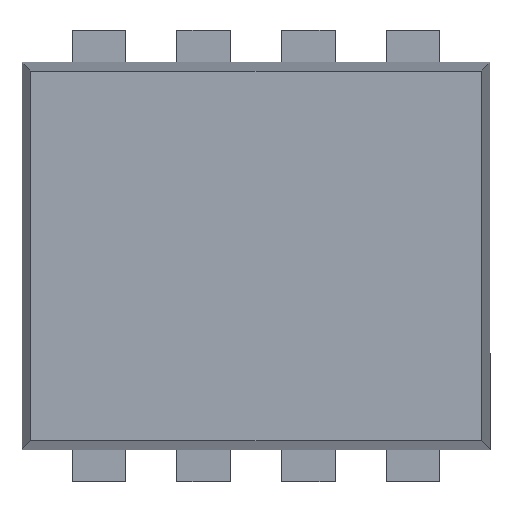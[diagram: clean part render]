
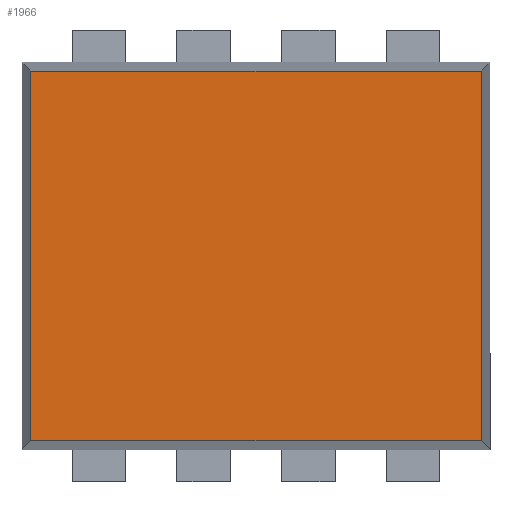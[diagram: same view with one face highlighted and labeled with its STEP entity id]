
A CAD part, top view. The second image highlights one B-rep face of the part: STEP entity #1966.
In plain terms, the highlighted planar face has unit normal (0, 0, 1).
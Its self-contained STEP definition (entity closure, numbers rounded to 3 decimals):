
#39 = CARTESIAN_POINT ( 'NONE',  ( 0., 0., 0.8 ) ) ;
#73 = VERTEX_POINT ( 'NONE', #933 ) ;
#117 = VERTEX_POINT ( 'NONE', #914 ) ;
#248 = DIRECTION ( 'NONE',  ( -1., 0., 0. ) ) ;
#460 = VERTEX_POINT ( 'NONE', #1408 ) ;
#534 = ORIENTED_EDGE ( 'NONE', *, *, #875, .T. ) ;
#627 = LINE ( 'NONE', #1070, #3332 ) ;
#630 = EDGE_CURVE ( 'NONE', #73, #117, #1406, .T. ) ;
#662 = VECTOR ( 'NONE', #1416, 1000. ) ;
#772 = VECTOR ( 'NONE', #1303, 1000. ) ;
#875 = EDGE_CURVE ( 'NONE', #460, #2592, #3216, .T. ) ;
#914 = CARTESIAN_POINT ( 'NONE',  ( 1.395, -1.145, 0.8 ) ) ;
#933 = CARTESIAN_POINT ( 'NONE',  ( -1.395, -1.145, 0.8 ) ) ;
#1070 = CARTESIAN_POINT ( 'NONE',  ( -1.395, -1.2, 0.8 ) ) ;
#1211 = ORIENTED_EDGE ( 'NONE', *, *, #630, .T. ) ;
#1303 = DIRECTION ( 'NONE',  ( 1., 0., 0. ) ) ;
#1344 = DIRECTION ( 'NONE',  ( 0., 0., 1. ) ) ;
#1406 = LINE ( 'NONE', #1680, #772 ) ;
#1408 = CARTESIAN_POINT ( 'NONE',  ( 1.395, 1.145, 0.8 ) ) ;
#1416 = DIRECTION ( 'NONE',  ( 0., 1., 0. ) ) ;
#1436 = DIRECTION ( 'NONE',  ( 0., -1., 0. ) ) ;
#1574 = AXIS2_PLACEMENT_3D ( 'NONE', #39, #1344, #2935 ) ;
#1680 = CARTESIAN_POINT ( 'NONE',  ( 1.45, -1.145, 0.8 ) ) ;
#1687 = CARTESIAN_POINT ( 'NONE',  ( 1.395, 0., 0.8 ) ) ;
#1748 = ORIENTED_EDGE ( 'NONE', *, *, #2218, .T. ) ;
#1902 = PLANE ( 'NONE',  #1574 ) ;
#1966 = ADVANCED_FACE ( 'NONE', ( #2586 ), #1902, .T. ) ;
#2044 = ORIENTED_EDGE ( 'NONE', *, *, #2109, .T. ) ;
#2109 = EDGE_CURVE ( 'NONE', #2592, #73, #627, .T. ) ;
#2218 = EDGE_CURVE ( 'NONE', #117, #460, #2671, .T. ) ;
#2341 = VECTOR ( 'NONE', #248, 1000. ) ;
#2451 = EDGE_LOOP ( 'NONE', ( #2044, #1211, #1748, #534 ) ) ;
#2516 = CARTESIAN_POINT ( 'NONE',  ( 0., 1.145, 0.8 ) ) ;
#2586 = FACE_OUTER_BOUND ( 'NONE', #2451, .T. ) ;
#2592 = VERTEX_POINT ( 'NONE', #3404 ) ;
#2671 = LINE ( 'NONE', #1687, #662 ) ;
#2935 = DIRECTION ( 'NONE',  ( 1., 0., 0. ) ) ;
#3216 = LINE ( 'NONE', #2516, #2341 ) ;
#3332 = VECTOR ( 'NONE', #1436, 1000. ) ;
#3404 = CARTESIAN_POINT ( 'NONE',  ( -1.395, 1.145, 0.8 ) ) ;
